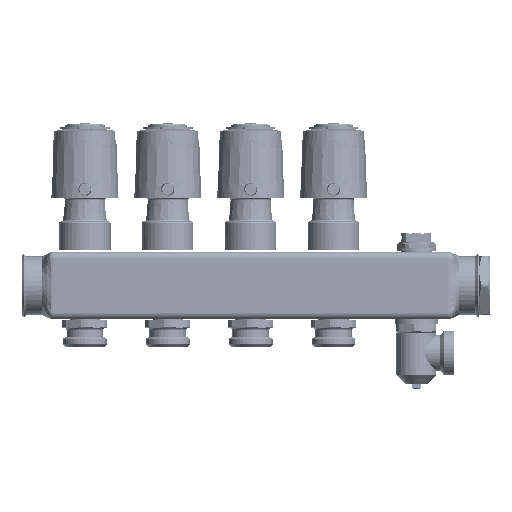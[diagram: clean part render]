
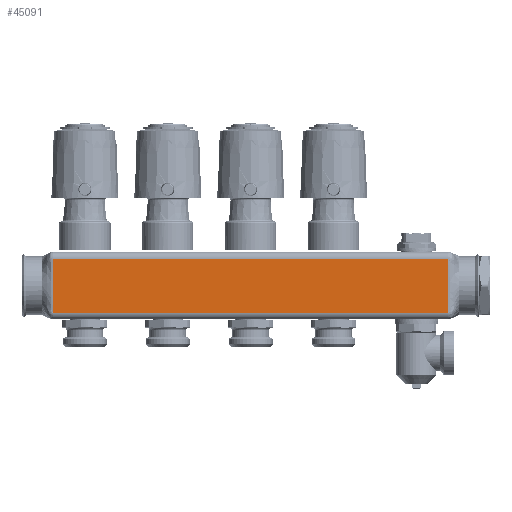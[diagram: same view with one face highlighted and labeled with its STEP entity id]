
A CAD part, top view. The second image highlights one B-rep face of the part: STEP entity #45091.
In plain terms, the highlighted planar face has unit normal (0, 0, 1).
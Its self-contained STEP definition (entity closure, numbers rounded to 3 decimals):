
#33241=DIRECTION('',(1.,0.,0.));
#33242=VECTOR('',#33241,238.);
#33243=CARTESIAN_POINT('',(-19.,-16.302,
20.5));
#33244=LINE('',#33243,#33242);
#33249=CARTESIAN_POINT('',(-19.,-16.302,
20.5));
#33250=CARTESIAN_POINT('',(-19.,-16.294,
20.5));
#33251=CARTESIAN_POINT('',(-19.,-16.249,
20.5));
#33252=CARTESIAN_POINT('',(-19.,-16.161,
20.5));
#33253=CARTESIAN_POINT('',(-19.,-16.036,
20.5));
#33254=CARTESIAN_POINT('',(-19.,-15.903,
20.5));
#33255=CARTESIAN_POINT('',(-19.,-15.726,
20.5));
#33256=CARTESIAN_POINT('',(-19.,-15.506,
20.5));
#33257=CARTESIAN_POINT('',(-19.,-15.153,
20.5));
#33258=CARTESIAN_POINT('',(-19.,-14.713,
20.5));
#33259=CARTESIAN_POINT('',(-19.,-14.187,
20.5));
#33260=CARTESIAN_POINT('',(-19.,-13.663,
20.5));
#33261=CARTESIAN_POINT('',(-19.,-12.966,
20.5));
#33262=CARTESIAN_POINT('',(-19.,-11.753,
20.5));
#33263=CARTESIAN_POINT('',(-19.,-10.036,
20.5));
#33264=CARTESIAN_POINT('',(-19.,-7.999,
20.5));
#33265=CARTESIAN_POINT('',(-19.,-5.981,
20.5));
#33266=CARTESIAN_POINT('',(-19.,-3.311,
20.5));
#33267=CARTESIAN_POINT('',(-19.,-0.662,
20.5));
#33268=CARTESIAN_POINT('',(-19.,1.987,
20.5));
#33269=CARTESIAN_POINT('',(-19.,4.643,
20.5));
#33270=CARTESIAN_POINT('',(-19.,7.989,
20.5));
#33271=CARTESIAN_POINT('',(-19.,11.401,
20.5));
#33272=CARTESIAN_POINT('',(-19.,14.183,
20.5));
#33273=CARTESIAN_POINT('',(-19.,15.592,
20.5));
#33274=CARTESIAN_POINT('',(-19.,16.302,
20.5));
#33280=DIRECTION('',(-1.,0.,0.));
#33281=VECTOR('',#33280,238.);
#33282=CARTESIAN_POINT('',(219.,16.302,20.5));
#33283=LINE('',#33282,#33281);
#33284=CARTESIAN_POINT('',(219.,16.302,20.5));
#33504=CARTESIAN_POINT('',(219.,-16.302,
20.5));
#33522=CARTESIAN_POINT('',(219.,-16.302,
20.5));
#33523=CARTESIAN_POINT('',(219.,-16.294,
20.5));
#33524=CARTESIAN_POINT('',(219.,-16.249,
20.5));
#33525=CARTESIAN_POINT('',(219.,-16.161,
20.5));
#33526=CARTESIAN_POINT('',(219.,-16.036,
20.5));
#33527=CARTESIAN_POINT('',(219.,-15.903,
20.5));
#33528=CARTESIAN_POINT('',(219.,-15.726,
20.5));
#33529=CARTESIAN_POINT('',(219.,-15.506,
20.5));
#33530=CARTESIAN_POINT('',(219.,-15.153,
20.5));
#33531=CARTESIAN_POINT('',(219.,-14.713,
20.5));
#33532=CARTESIAN_POINT('',(219.,-14.187,
20.5));
#33533=CARTESIAN_POINT('',(219.,-13.663,
20.5));
#33534=CARTESIAN_POINT('',(219.,-12.966,
20.5));
#33535=CARTESIAN_POINT('',(219.,-11.753,
20.5));
#33536=CARTESIAN_POINT('',(219.,-10.036,
20.5));
#33537=CARTESIAN_POINT('',(219.,-7.999,
20.5));
#33538=CARTESIAN_POINT('',(219.,-5.981,
20.5));
#33539=CARTESIAN_POINT('',(219.,-3.311,
20.5));
#33540=CARTESIAN_POINT('',(219.,-0.662,
20.5));
#33541=CARTESIAN_POINT('',(219.,1.987,20.5));
#33542=CARTESIAN_POINT('',(219.,4.643,20.5));
#33543=CARTESIAN_POINT('',(219.,7.989,20.5));
#33544=CARTESIAN_POINT('',(219.,11.401,20.5));
#33545=CARTESIAN_POINT('',(219.,14.183,20.5));
#33546=CARTESIAN_POINT('',(219.,15.592,20.5));
#33547=CARTESIAN_POINT('',(219.,16.302,20.5));
#35992=CARTESIAN_POINT('',(-19.,16.302,
20.5));
#44320=VERTEX_POINT('',#35992);
#44321=VERTEX_POINT('',#33284);
#44340=VERTEX_POINT('',#33504);
#44342=CARTESIAN_POINT('',(-19.,-16.302,
20.5));
#44343=VERTEX_POINT('',#44342);
#45077=CARTESIAN_POINT('',(25.,16.302,20.5));
#45078=DIRECTION('',(0.,0.,1.));
#45079=DIRECTION('',(0.,-1.,0.));
#45080=AXIS2_PLACEMENT_3D('',#45077,#45078,#45079);
#45081=PLANE('',#45080);
#45083=ORIENTED_EDGE('',*,*,#45082,.F.);
#45085=ORIENTED_EDGE('',*,*,#45084,.F.);
#45086=ORIENTED_EDGE('',*,*,#45067,.F.);
#45088=ORIENTED_EDGE('',*,*,#45087,.T.);
#45089=EDGE_LOOP('',(#45083,#45085,#45086,#45088));
#45090=FACE_OUTER_BOUND('',#45089,.F.);
#45091=ADVANCED_FACE('',(#45090),#45081,.T.);
#33275=B_SPLINE_CURVE_WITH_KNOTS('',3,(#33249,#33250,#33251,#33252,#33253,
#33254,#33255,#33256,#33257,#33258,#33259,#33260,#33261,#33262,#33263,#33264,
#33265,#33266,#33267,#33268,#33269,#33270,#33271,#33272,#33273,#33274),
.UNSPECIFIED.,.F.,.F.,(4,1,1,1,1,1,1,1,1,1,1,1,1,1,1,1,1,1,1,1,1,1,1,4),(0.,
0.001,0.004,0.008,0.012,
0.016,0.023,0.031,0.047,
0.063,0.078,0.094,0.125,
0.188,0.25,0.313,0.375,
0.5,0.563,0.625,0.75,
0.875,0.938,1.),.UNSPECIFIED.);
#33548=B_SPLINE_CURVE_WITH_KNOTS('',3,(#33522,#33523,#33524,#33525,#33526,
#33527,#33528,#33529,#33530,#33531,#33532,#33533,#33534,#33535,#33536,#33537,
#33538,#33539,#33540,#33541,#33542,#33543,#33544,#33545,#33546,#33547),
.UNSPECIFIED.,.F.,.F.,(4,1,1,1,1,1,1,1,1,1,1,1,1,1,1,1,1,1,1,1,1,1,1,4),(0.,
0.001,0.004,0.008,0.012,
0.016,0.023,0.031,0.047,
0.063,0.078,0.094,0.125,
0.188,0.25,0.313,0.375,
0.5,0.563,0.625,0.75,
0.875,0.937,1.),.UNSPECIFIED.);
#45067=EDGE_CURVE('',#44343,#44340,#33244,.T.);
#45082=EDGE_CURVE('',#44321,#44320,#33283,.T.);
#45084=EDGE_CURVE('',#44340,#44321,#33548,.T.);
#45087=EDGE_CURVE('',#44343,#44320,#33275,.T.);
